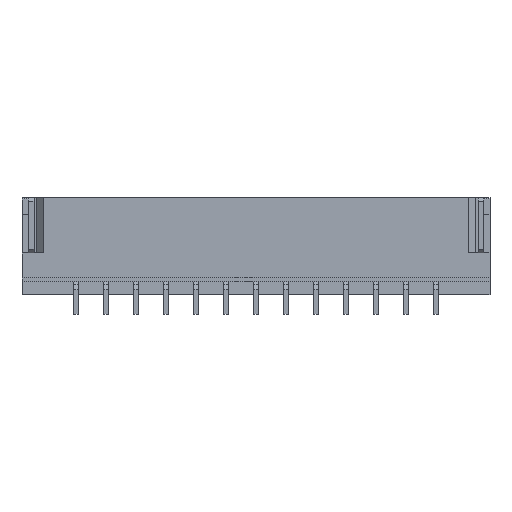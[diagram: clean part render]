
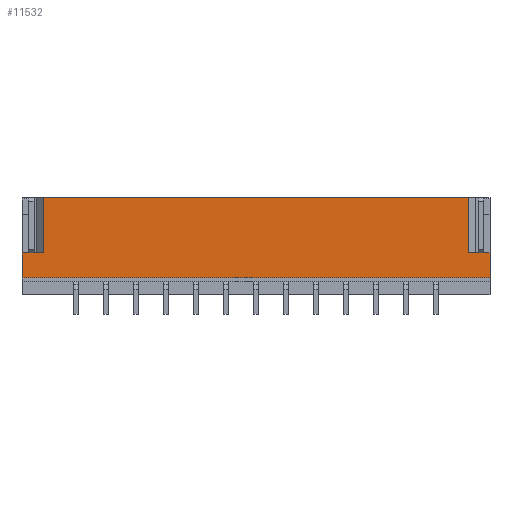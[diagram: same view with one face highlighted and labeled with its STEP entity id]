
A CAD part, front view. The second image highlights one B-rep face of the part: STEP entity #11532.
In plain terms, the highlighted planar face has unit normal (0, -1, 0).
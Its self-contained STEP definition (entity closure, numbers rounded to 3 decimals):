
#36 = DIRECTION ( 'NONE',  ( 0., 0., 1. ) ) ;
#97 = DIRECTION ( 'NONE',  ( 0., 0., -1. ) ) ;
#308 = DIRECTION ( 'NONE',  ( 0., 0., -1. ) ) ;
#391 = LINE ( 'NONE', #12157, #10407 ) ;
#531 = VERTEX_POINT ( 'NONE', #10567 ) ;
#783 = EDGE_CURVE ( 'NONE', #6310, #2582, #11520, .T. ) ;
#1134 = EDGE_LOOP ( 'NONE', ( #2908, #11749, #5375, #4802, #7090, #7835, #9264, #10923 ) ) ;
#1314 = VECTOR ( 'NONE', #12511, 1000. ) ;
#1557 = VERTEX_POINT ( 'NONE', #11213 ) ;
#1613 = CARTESIAN_POINT ( 'NONE',  ( 10.725, 0.18, -0.275 ) ) ;
#1683 = CARTESIAN_POINT ( 'NONE',  ( -7.875, 0.18, -0.275 ) ) ;
#1937 = LINE ( 'NONE', #11309, #9222 ) ;
#2000 = VECTOR ( 'NONE', #7091, 1000. ) ;
#2024 = VERTEX_POINT ( 'NONE', #1683 ) ;
#2167 = CARTESIAN_POINT ( 'NONE',  ( -6.975, 0.18, 2.025 ) ) ;
#2582 = VERTEX_POINT ( 'NONE', #13767 ) ;
#2908 = ORIENTED_EDGE ( 'NONE', *, *, #11144, .T. ) ;
#2926 = LINE ( 'NONE', #12501, #2000 ) ;
#3357 = FACE_OUTER_BOUND ( 'NONE', #1134, .T. ) ;
#3576 = VECTOR ( 'NONE', #97, 1000. ) ;
#3730 = EDGE_CURVE ( 'NONE', #8564, #6310, #5058, .T. ) ;
#3796 = DIRECTION ( 'NONE',  ( -1., 0., 0. ) ) ;
#4064 = DIRECTION ( 'NONE',  ( 1., 0., 0. ) ) ;
#4259 = EDGE_CURVE ( 'NONE', #6015, #531, #391, .T. ) ;
#4802 = ORIENTED_EDGE ( 'NONE', *, *, #9026, .T. ) ;
#5058 = LINE ( 'NONE', #10611, #1314 ) ;
#5375 = ORIENTED_EDGE ( 'NONE', *, *, #8859, .T. ) ;
#5721 = VERTEX_POINT ( 'NONE', #1613 ) ;
#5829 = DIRECTION ( 'NONE',  ( 0., 0., -1. ) ) ;
#6001 = EDGE_CURVE ( 'NONE', #1557, #5721, #6409, .T. ) ;
#6015 = VERTEX_POINT ( 'NONE', #2167 ) ;
#6310 = VERTEX_POINT ( 'NONE', #8894 ) ;
#6409 = LINE ( 'NONE', #13208, #9475 ) ;
#6456 = PLANE ( 'NONE',  #12171 ) ;
#7021 = VECTOR ( 'NONE', #3796, 1000. ) ;
#7090 = ORIENTED_EDGE ( 'NONE', *, *, #783, .F. ) ;
#7091 = DIRECTION ( 'NONE',  ( -1., 0., 0. ) ) ;
#7299 = LINE ( 'NONE', #7504, #3576 ) ;
#7504 = CARTESIAN_POINT ( 'NONE',  ( -7.875, 0.18, 0. ) ) ;
#7835 = ORIENTED_EDGE ( 'NONE', *, *, #3730, .F. ) ;
#8458 = CARTESIAN_POINT ( 'NONE',  ( 7.875, 0.18, 2.025 ) ) ;
#8503 = CARTESIAN_POINT ( 'NONE',  ( 11.625, 0.18, -0.275 ) ) ;
#8564 = VERTEX_POINT ( 'NONE', #8503 ) ;
#8859 = EDGE_CURVE ( 'NONE', #531, #2024, #2926, .T. ) ;
#8894 = CARTESIAN_POINT ( 'NONE',  ( 11.625, 0.18, -1.315 ) ) ;
#9026 = EDGE_CURVE ( 'NONE', #2024, #2582, #7299, .T. ) ;
#9222 = VECTOR ( 'NONE', #4064, 1000. ) ;
#9264 = ORIENTED_EDGE ( 'NONE', *, *, #10087, .F. ) ;
#9475 = VECTOR ( 'NONE', #308, 1000. ) ;
#9692 = DIRECTION ( 'NONE',  ( 0., 1., 0. ) ) ;
#10087 = EDGE_CURVE ( 'NONE', #5721, #8564, #1937, .T. ) ;
#10407 = VECTOR ( 'NONE', #5829, 1000. ) ;
#10567 = CARTESIAN_POINT ( 'NONE',  ( -6.975, 0.18, -0.275 ) ) ;
#10583 = VECTOR ( 'NONE', #13740, 1000. ) ;
#10611 = CARTESIAN_POINT ( 'NONE',  ( 11.625, 0.18, 0. ) ) ;
#10636 = LINE ( 'NONE', #8458, #10583 ) ;
#10739 = CARTESIAN_POINT ( 'NONE',  ( 7.875, 0.18, 0. ) ) ;
#10923 = ORIENTED_EDGE ( 'NONE', *, *, #6001, .F. ) ;
#11144 = EDGE_CURVE ( 'NONE', #1557, #6015, #10636, .T. ) ;
#11213 = CARTESIAN_POINT ( 'NONE',  ( 10.725, 0.18, 2.025 ) ) ;
#11309 = CARTESIAN_POINT ( 'NONE',  ( 11.025, 0.18, -0.275 ) ) ;
#11520 = LINE ( 'NONE', #13431, #7021 ) ;
#11532 = ADVANCED_FACE ( 'NONE', ( #3357 ), #6456, .F. ) ;
#11749 = ORIENTED_EDGE ( 'NONE', *, *, #4259, .T. ) ;
#12157 = CARTESIAN_POINT ( 'NONE',  ( -6.975, 0.18, -0.275 ) ) ;
#12171 = AXIS2_PLACEMENT_3D ( 'NONE', #10739, #9692, #36 ) ;
#12501 = CARTESIAN_POINT ( 'NONE',  ( -7.275, 0.18, -0.275 ) ) ;
#12511 = DIRECTION ( 'NONE',  ( 0., 0., -1. ) ) ;
#13208 = CARTESIAN_POINT ( 'NONE',  ( 10.725, 0.18, -0.275 ) ) ;
#13431 = CARTESIAN_POINT ( 'NONE',  ( 7.875, 0.18, -1.315 ) ) ;
#13740 = DIRECTION ( 'NONE',  ( -1., 0., 0. ) ) ;
#13767 = CARTESIAN_POINT ( 'NONE',  ( -7.875, 0.18, -1.315 ) ) ;
